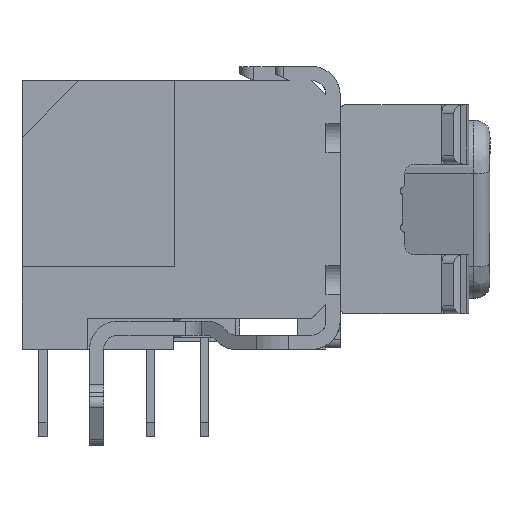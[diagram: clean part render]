
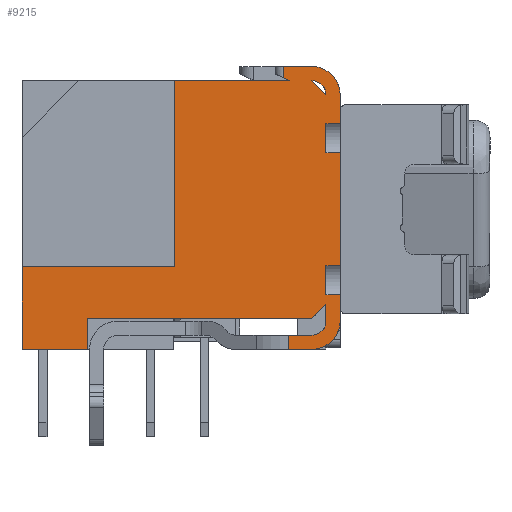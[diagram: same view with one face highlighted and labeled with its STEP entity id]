
A CAD part, left-side view. The second image highlights one B-rep face of the part: STEP entity #9215.
In plain terms, the highlighted planar face has unit normal (-1, 0, 0).
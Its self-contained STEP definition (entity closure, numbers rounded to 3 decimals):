
#229=CARTESIAN_POINT('',(-23.025,0.,-4.95));
#230=VERTEX_POINT('',#229);
#237=CARTESIAN_POINT('',(-23.025,0.,-2.03));
#238=VERTEX_POINT('',#237);
#239=CARTESIAN_POINT('',(-23.025,0.,-2.03));
#240=DIRECTION('',(0.,0.,-1.));
#241=VECTOR('',#240,2.92);
#242=LINE('',#239,#241);
#243=EDGE_CURVE('',#238,#230,#242,.T.);
#8490=CARTESIAN_POINT('',(-23.025,-9.45,4.55));
#8491=VERTEX_POINT('',#8490);
#8498=CARTESIAN_POINT('',(-23.025,-5.4,4.55));
#8499=VERTEX_POINT('',#8498);
#8500=CARTESIAN_POINT('',(-23.025,-9.45,4.55));
#8501=DIRECTION('',(0.,1.,0.));
#8502=VECTOR('',#8501,4.05);
#8503=LINE('',#8500,#8502);
#8504=EDGE_CURVE('',#8491,#8499,#8503,.T.);
#8978=CARTESIAN_POINT('',(-23.025,-5.4,-2.03));
#8979=VERTEX_POINT('',#8978);
#8986=CARTESIAN_POINT('',(-23.025,-5.4,4.55));
#8987=DIRECTION('',(0.,0.,-1.));
#8988=VECTOR('',#8987,6.58);
#8989=LINE('',#8986,#8988);
#8990=EDGE_CURVE('',#8499,#8979,#8989,.T.);
#8995=CARTESIAN_POINT('',(-23.025,-5.847,0.536));
#8996=DIRECTION('',(0.,-1.,0.));
#8997=DIRECTION('',(-1.,0.,0.));
#8998=AXIS2_PLACEMENT_3D('',#8995,#8997,#8996);
#8999=PLANE('',#8998);
#9000=CARTESIAN_POINT('',(-23.025,-2.3,-4.95));
#9001=VERTEX_POINT('',#9000);
#9002=CARTESIAN_POINT('',(-23.025,0.,-4.95));
#9003=DIRECTION('',(0.,-1.,0.));
#9004=VECTOR('',#9003,2.3);
#9005=LINE('',#9002,#9004);
#9006=EDGE_CURVE('',#230,#9001,#9005,.T.);
#9007=ORIENTED_EDGE('',*,*,#9006,.T.);
#9008=CARTESIAN_POINT('',(-23.025,-2.3,-3.85));
#9009=VERTEX_POINT('',#9008);
#9010=CARTESIAN_POINT('',(-23.025,-2.3,-4.95));
#9011=DIRECTION('',(0.,0.,1.));
#9012=VECTOR('',#9011,1.1);
#9013=LINE('',#9010,#9012);
#9014=EDGE_CURVE('',#9001,#9009,#9013,.T.);
#9015=ORIENTED_EDGE('',*,*,#9014,.T.);
#9016=CARTESIAN_POINT('',(-23.025,-10.25,-3.85));
#9017=VERTEX_POINT('',#9016);
#9018=CARTESIAN_POINT('',(-23.025,-2.3,-3.85));
#9019=DIRECTION('',(0.,-1.,0.));
#9020=VECTOR('',#9019,7.95);
#9021=LINE('',#9018,#9020);
#9022=EDGE_CURVE('',#9009,#9017,#9021,.T.);
#9023=ORIENTED_EDGE('',*,*,#9022,.T.);
#9024=CARTESIAN_POINT('',(-23.025,-10.75,-3.35));
#9025=VERTEX_POINT('',#9024);
#9026=CARTESIAN_POINT('',(-23.025,-10.25,-3.85));
#9027=DIRECTION('',(0.,-0.707,0.707));
#9028=VECTOR('',#9027,0.707);
#9029=LINE('',#9026,#9028);
#9030=EDGE_CURVE('',#9017,#9025,#9029,.T.);
#9031=ORIENTED_EDGE('',*,*,#9030,.T.);
#9032=CARTESIAN_POINT('',(-23.025,-10.75,-3.95));
#9033=VERTEX_POINT('',#9032);
#9034=CARTESIAN_POINT('',(-23.025,-10.75,-3.95));
#9035=DIRECTION('',(0.,0.,1.));
#9036=VECTOR('',#9035,0.6);
#9037=LINE('',#9034,#9036);
#9038=EDGE_CURVE('',#9033,#9025,#9037,.T.);
#9039=ORIENTED_EDGE('',*,*,#9038,.F.);
#9040=CARTESIAN_POINT('',(-23.025,-10.25,-4.45));
#9041=VERTEX_POINT('',#9040);
#9042=CARTESIAN_POINT('',(-23.025,-10.25,-3.95));
#9043=DIRECTION('',(0.,0.,-1.));
#9044=DIRECTION('',(-1.,0.,0.));
#9045=AXIS2_PLACEMENT_3D('',#9042,#9044,#9043);
#9046=CIRCLE('',#9045,0.5);
#9047=EDGE_CURVE('',#9041,#9033,#9046,.T.);
#9048=ORIENTED_EDGE('',*,*,#9047,.F.);
#9049=CARTESIAN_POINT('',(-23.025,-9.41,-4.45));
#9050=VERTEX_POINT('',#9049);
#9051=CARTESIAN_POINT('',(-23.025,-10.25,-4.45));
#9052=DIRECTION('',(0.,1.,0.));
#9053=VECTOR('',#9052,0.84);
#9054=LINE('',#9051,#9053);
#9055=EDGE_CURVE('',#9041,#9050,#9054,.T.);
#9056=ORIENTED_EDGE('',*,*,#9055,.T.);
#9057=CARTESIAN_POINT('',(-23.025,-9.41,-4.95));
#9058=VERTEX_POINT('',#9057);
#9059=CARTESIAN_POINT('',(-23.025,-9.41,-4.45));
#9060=DIRECTION('',(0.,0.,-1.));
#9061=VECTOR('',#9060,0.5);
#9062=LINE('',#9059,#9061);
#9063=EDGE_CURVE('',#9050,#9058,#9062,.T.);
#9064=ORIENTED_EDGE('',*,*,#9063,.T.);
#9065=CARTESIAN_POINT('',(-23.025,-10.25,-4.95));
#9066=VERTEX_POINT('',#9065);
#9067=CARTESIAN_POINT('',(-23.025,-9.41,-4.95));
#9068=DIRECTION('',(0.,-1.,0.));
#9069=VECTOR('',#9068,0.84);
#9070=LINE('',#9067,#9069);
#9071=EDGE_CURVE('',#9058,#9066,#9070,.T.);
#9072=ORIENTED_EDGE('',*,*,#9071,.T.);
#9073=CARTESIAN_POINT('',(-23.025,-11.25,-3.95));
#9074=VERTEX_POINT('',#9073);
#9075=CARTESIAN_POINT('',(-23.025,-10.25,-3.95));
#9076=DIRECTION('',(0.,-1.,0.));
#9077=DIRECTION('',(1.,0.,0.));
#9078=AXIS2_PLACEMENT_3D('',#9075,#9077,#9076);
#9079=CIRCLE('',#9078,1.);
#9080=EDGE_CURVE('',#9074,#9066,#9079,.T.);
#9081=ORIENTED_EDGE('',*,*,#9080,.F.);
#9082=CARTESIAN_POINT('',(-23.025,-11.25,-3.02));
#9083=VERTEX_POINT('',#9082);
#9084=CARTESIAN_POINT('',(-23.025,-11.25,-3.02));
#9085=DIRECTION('',(0.,0.,-1.));
#9086=VECTOR('',#9085,0.93);
#9087=LINE('',#9084,#9086);
#9088=EDGE_CURVE('',#9083,#9074,#9087,.T.);
#9089=ORIENTED_EDGE('',*,*,#9088,.F.);
#9090=CARTESIAN_POINT('',(-23.025,-10.75,-3.02));
#9091=VERTEX_POINT('',#9090);
#9092=CARTESIAN_POINT('',(-23.025,-10.75,-3.02));
#9093=DIRECTION('',(0.,-1.,0.));
#9094=VECTOR('',#9093,0.5);
#9095=LINE('',#9092,#9094);
#9096=EDGE_CURVE('',#9091,#9083,#9095,.T.);
#9097=ORIENTED_EDGE('',*,*,#9096,.F.);
#9098=CARTESIAN_POINT('',(-23.025,-10.75,-2.));
#9099=VERTEX_POINT('',#9098);
#9100=CARTESIAN_POINT('',(-23.025,-10.75,-3.02));
#9101=DIRECTION('',(0.,0.,1.));
#9102=VECTOR('',#9101,1.02);
#9103=LINE('',#9100,#9102);
#9104=EDGE_CURVE('',#9091,#9099,#9103,.T.);
#9105=ORIENTED_EDGE('',*,*,#9104,.T.);
#9106=CARTESIAN_POINT('',(-23.025,-11.25,-2.));
#9107=VERTEX_POINT('',#9106);
#9108=CARTESIAN_POINT('',(-23.025,-10.75,-2.));
#9109=DIRECTION('',(0.,-1.,0.));
#9110=VECTOR('',#9109,0.5);
#9111=LINE('',#9108,#9110);
#9112=EDGE_CURVE('',#9099,#9107,#9111,.T.);
#9113=ORIENTED_EDGE('',*,*,#9112,.T.);
#9114=CARTESIAN_POINT('',(-23.025,-11.25,2.));
#9115=VERTEX_POINT('',#9114);
#9116=CARTESIAN_POINT('',(-23.025,-11.25,-2.));
#9117=DIRECTION('',(0.,0.,1.));
#9118=VECTOR('',#9117,4.);
#9119=LINE('',#9116,#9118);
#9120=EDGE_CURVE('',#9107,#9115,#9119,.T.);
#9121=ORIENTED_EDGE('',*,*,#9120,.T.);
#9122=CARTESIAN_POINT('',(-23.025,-10.75,2.));
#9123=VERTEX_POINT('',#9122);
#9124=CARTESIAN_POINT('',(-23.025,-11.25,2.));
#9125=DIRECTION('',(0.,1.,0.));
#9126=VECTOR('',#9125,0.5);
#9127=LINE('',#9124,#9126);
#9128=EDGE_CURVE('',#9115,#9123,#9127,.T.);
#9129=ORIENTED_EDGE('',*,*,#9128,.T.);
#9130=CARTESIAN_POINT('',(-23.025,-10.75,3.02));
#9131=VERTEX_POINT('',#9130);
#9132=CARTESIAN_POINT('',(-23.025,-10.75,2.));
#9133=DIRECTION('',(0.,0.,1.));
#9134=VECTOR('',#9133,1.02);
#9135=LINE('',#9132,#9134);
#9136=EDGE_CURVE('',#9123,#9131,#9135,.T.);
#9137=ORIENTED_EDGE('',*,*,#9136,.T.);
#9138=CARTESIAN_POINT('',(-23.025,-11.25,3.02));
#9139=VERTEX_POINT('',#9138);
#9140=CARTESIAN_POINT('',(-23.025,-11.25,3.02));
#9141=DIRECTION('',(0.,1.,0.));
#9142=VECTOR('',#9141,0.5);
#9143=LINE('',#9140,#9142);
#9144=EDGE_CURVE('',#9139,#9131,#9143,.T.);
#9145=ORIENTED_EDGE('',*,*,#9144,.F.);
#9146=CARTESIAN_POINT('',(-23.025,-11.25,4.05));
#9147=VERTEX_POINT('',#9146);
#9148=CARTESIAN_POINT('',(-23.025,-11.25,4.05));
#9149=DIRECTION('',(0.,0.,-1.));
#9150=VECTOR('',#9149,1.03);
#9151=LINE('',#9148,#9150);
#9152=EDGE_CURVE('',#9147,#9139,#9151,.T.);
#9153=ORIENTED_EDGE('',*,*,#9152,.F.);
#9154=CARTESIAN_POINT('',(-23.025,-10.25,5.05));
#9155=VERTEX_POINT('',#9154);
#9156=CARTESIAN_POINT('',(-23.025,-10.25,4.05));
#9157=DIRECTION('',(0.,-1.,0.));
#9158=DIRECTION('',(-1.,0.,0.));
#9159=AXIS2_PLACEMENT_3D('',#9156,#9158,#9157);
#9160=CIRCLE('',#9159,1.);
#9161=EDGE_CURVE('',#9147,#9155,#9160,.T.);
#9162=ORIENTED_EDGE('',*,*,#9161,.T.);
#9163=CARTESIAN_POINT('',(-23.025,-9.25,5.05));
#9164=VERTEX_POINT('',#9163);
#9165=CARTESIAN_POINT('',(-23.025,-10.25,5.05));
#9166=DIRECTION('',(0.,1.,0.));
#9167=VECTOR('',#9166,1.);
#9168=LINE('',#9165,#9167);
#9169=EDGE_CURVE('',#9155,#9164,#9168,.T.);
#9170=ORIENTED_EDGE('',*,*,#9169,.T.);
#9171=CARTESIAN_POINT('',(-23.025,-9.25,4.65));
#9172=VERTEX_POINT('',#9171);
#9173=CARTESIAN_POINT('',(-23.025,-9.25,5.05));
#9174=DIRECTION('',(0.,0.,-1.));
#9175=VECTOR('',#9174,0.4);
#9176=LINE('',#9173,#9175);
#9177=EDGE_CURVE('',#9164,#9172,#9176,.T.);
#9178=ORIENTED_EDGE('',*,*,#9177,.T.);
#9179=CARTESIAN_POINT('',(-23.025,-9.25,4.65));
#9180=DIRECTION('',(0.,-0.894,-0.447));
#9181=VECTOR('',#9180,0.224);
#9182=LINE('',#9179,#9181);
#9183=EDGE_CURVE('',#9172,#8491,#9182,.T.);
#9184=ORIENTED_EDGE('',*,*,#9183,.T.);
#9185=ORIENTED_EDGE('',*,*,#8504,.T.);
#9186=ORIENTED_EDGE('',*,*,#8990,.T.);
#9187=CARTESIAN_POINT('',(-23.025,0.,-2.03));
#9188=DIRECTION('',(0.,-1.,0.));
#9189=VECTOR('',#9188,5.4);
#9190=LINE('',#9187,#9189);
#9191=EDGE_CURVE('',#238,#8979,#9190,.T.);
#9192=ORIENTED_EDGE('',*,*,#9191,.F.);
#9193=ORIENTED_EDGE('',*,*,#243,.T.);
#9194=EDGE_LOOP('',(#9007,#9015,#9023,#9031,#9039,#9048,#9056,#9064,#9072,#9081,#9089,#9097,#9105,#9113,#9121,#9129,#9137,#9145,#9153,#9162,#9170,#9178,#9184,#9185,#9186,#9192,#9193));
#9195=FACE_OUTER_BOUND('',#9194,.T.);
#9196=CARTESIAN_POINT('',(-23.025,-10.25,4.55));
#9197=VERTEX_POINT('',#9196);
#9198=CARTESIAN_POINT('',(-23.025,-10.75,4.05));
#9199=VERTEX_POINT('',#9198);
#9200=CARTESIAN_POINT('',(-23.025,-10.25,4.05));
#9201=DIRECTION('',(0.,0.,1.));
#9202=DIRECTION('',(1.,0.,0.));
#9203=AXIS2_PLACEMENT_3D('',#9200,#9202,#9201);
#9204=CIRCLE('',#9203,0.5);
#9205=EDGE_CURVE('',#9197,#9199,#9204,.T.);
#9206=ORIENTED_EDGE('',*,*,#9205,.T.);
#9207=CARTESIAN_POINT('',(-23.025,-10.75,4.05));
#9208=DIRECTION('',(0.,0.707,0.707));
#9209=VECTOR('',#9208,0.707);
#9210=LINE('',#9207,#9209);
#9211=EDGE_CURVE('',#9199,#9197,#9210,.T.);
#9212=ORIENTED_EDGE('',*,*,#9211,.T.);
#9213=EDGE_LOOP('',(#9206,#9212));
#9214=FACE_BOUND('',#9213,.T.);
#9215=ADVANCED_FACE('',(#9195,#9214),#8999,.T.);
